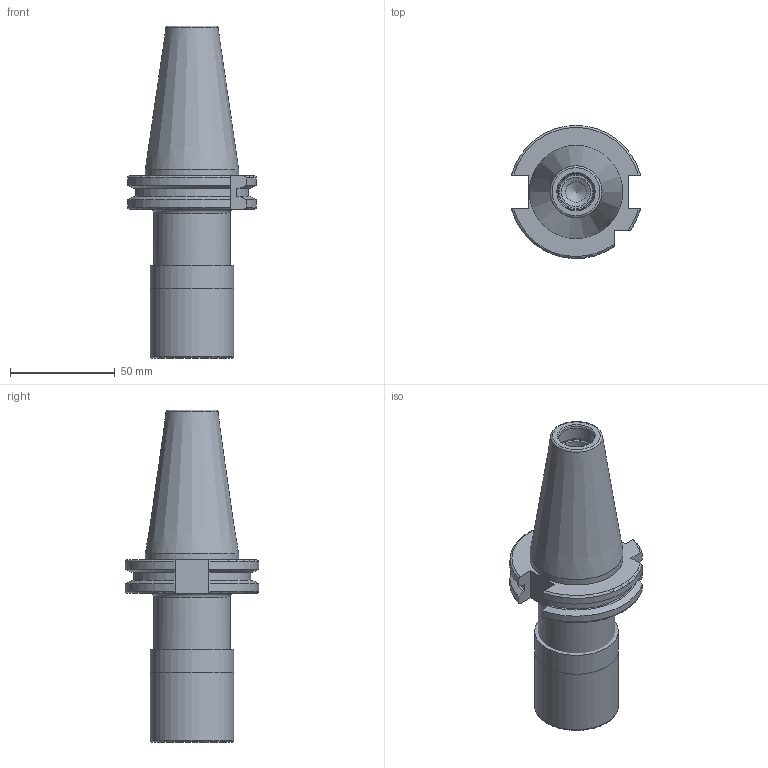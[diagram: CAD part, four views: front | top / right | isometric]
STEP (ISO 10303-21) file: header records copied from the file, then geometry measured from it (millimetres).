
FILE_DESCRIPTION(/* description */ (''),/* implementation_level */ '2;1');
FILE_NAME(/* name */ '40J4R090H40-CSD12X44_115009855ndi000_00-SIM.stp',/* time_stamp */ '2020-01-08T10:52:13+01:00',/* author */ (''),/* organization */ (''),/* preprocessor_version */ 'ST-DEVELOPER v16.7',/* originating_system */ 'SIEMENS PLM Software NX 12.0',/* authorisation */ '');
FILE_SCHEMA (('AUTOMOTIVE_DESIGN { 1 0 10303 214 3 1 1 1 }'));
Length unit declared in the file: millimetre
Products named in the file (1): hm153D1025BErvt5
Bounding box: 61.4 x 63.49 x 158.25 mm (x, y, z)
Volume: 216004.2 mm3; surface area: 39703.1 mm2
Topology: 2 solids, 2 shells, 69 faces, 169 edges, 109 vertices
Faces by surface type: plane 23, cylinder 18, cone 16, torus 9, revolution 3
Full cylindrical faces by diameter (mm): 2.5 x1, 10 x1, 14 x1, 16 x1, 17.009 x1, 17.427 x1, 36.5 x1, 39.984 x1, 44.45 x1
Entity records: 2181 total; most frequent: CARTESIAN_POINT 640, DIRECTION 312, ORIENTED_EDGE 274, EDGE_CURVE 137, AXIS2_PLACEMENT_3D 129, VERTEX_POINT 104, EDGE_LOOP 101, ADVANCED_FACE 69
